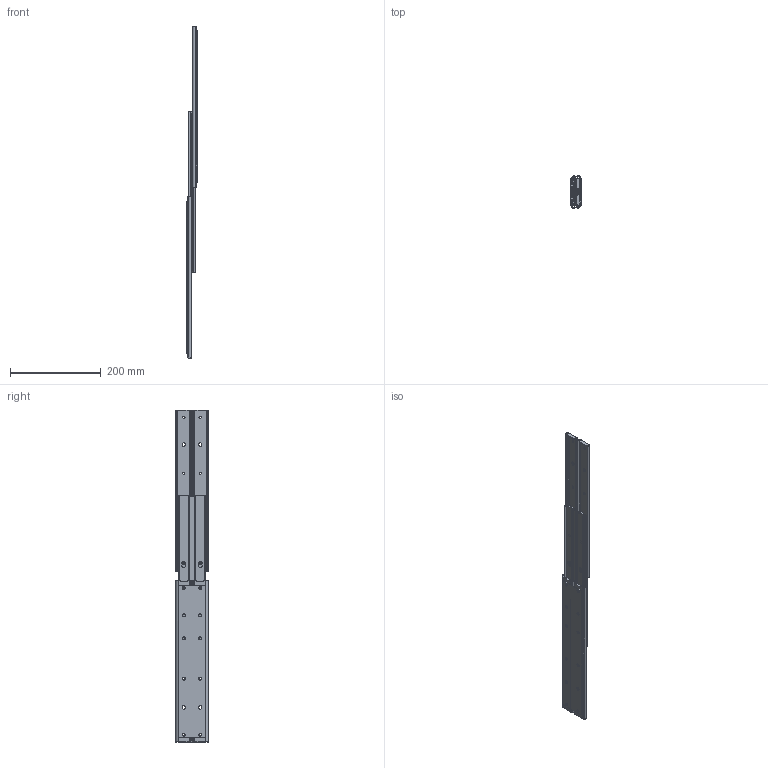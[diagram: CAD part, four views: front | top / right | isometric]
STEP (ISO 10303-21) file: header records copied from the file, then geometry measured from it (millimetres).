
FILE_DESCRIPTION (( 'STEP AP203' ), '1' );
FILE_NAME ('U51-14.STEP', '2020-07-07T02:55:28', ( '' ), ( '' ), 'SwSTEP 2.0', 'SolidWorks 2019', '' );
FILE_SCHEMA (( 'CONFIG_CONTROL_DESIGN' ));
Length unit declared in the file: millimetre
Products named in the file (5): OM継板-14 ; OM U51-14; IM U51-14; IM継板-14; U51-14
Assembly tree (11 placements, depth 2):
  U51-14
    OM U51-14  x4
    OM継板-14   x2
    IM U51-14  x4
    IM継板-14
Bounding box: 23.5 x 71.18 x 732.7 mm (x, y, z)
Volume: 257762.1 mm3; surface area: 358688.6 mm2
Topology: 11 solids, 11 shells, 628 faces, 1810 edges, 1204 vertices
Faces by surface type: cylinder 326, plane 302
Entity records: 7949 total; most frequent: CARTESIAN_POINT 1484, DIRECTION 1226, ORIENTED_EDGE 1208, EDGE_CURVE 604, AXIS2_PLACEMENT_3D 444, VERTEX_POINT 402, VECTOR 338, LINE 338
